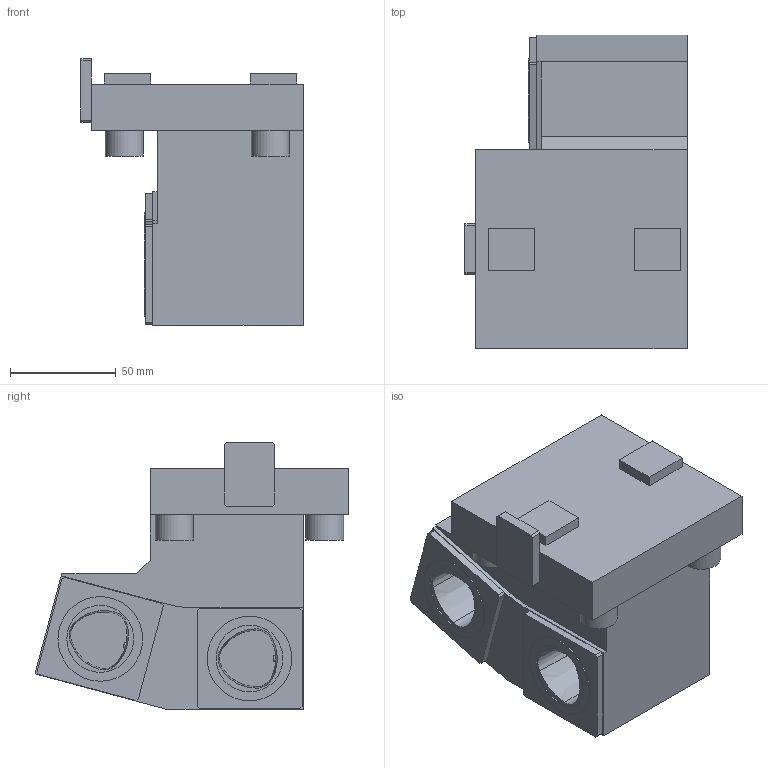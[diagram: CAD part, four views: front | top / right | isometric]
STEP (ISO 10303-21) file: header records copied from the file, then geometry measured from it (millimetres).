
FILE_DESCRIPTION(/* description */ (''),/* implementation_level */ '2;1');
FILE_NAME(/* name */ '1582891862045.stp',/* time_stamp */ '2020-02-28T17:41:11+05:00',/* author */ (''),/* organization */ ('SMS'),/* preprocessor_version */ 'ST-DEVELOPER v16.7',/* originating_system */ 'SIEMENS PLM Software NX 12.0',/* authorisation */ '');
FILE_SCHEMA (('AUTOMOTIVE_DESIGN { 1 0 10303 214 3 1 1 1 }'));
Length unit declared in the file: millimetre
Products named in the file (1): 200835959mod000_03
Bounding box: 105 x 148.37 x 126 mm (x, y, z)
Volume: 869916 mm3; surface area: 74500.5 mm2
Topology: 1 solids, 1 shells, 87 faces, 213 edges, 147 vertices
Faces by surface type: plane 65, cone 12, cylinder 10
Full cylindrical faces by diameter (mm): 2.5 x2, 18 x3, 31.6 x2, 40 x1, 40.013 x1
Entity records: 2655 total; most frequent: CARTESIAN_POINT 547, DIRECTION 423, ORIENTED_EDGE 398, EDGE_CURVE 199, LINE 155, VECTOR 155, VERTEX_POINT 138, AXIS2_PLACEMENT_3D 134
